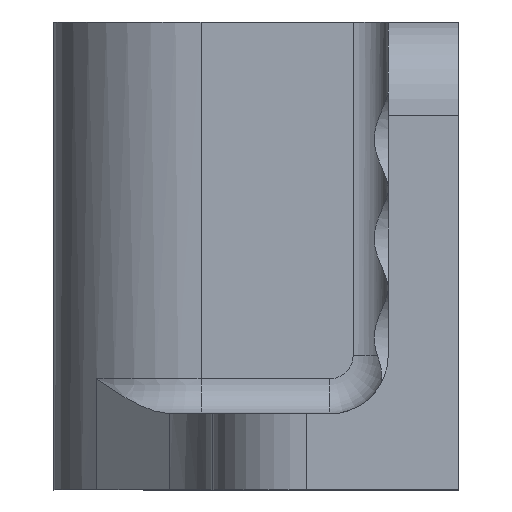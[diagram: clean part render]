
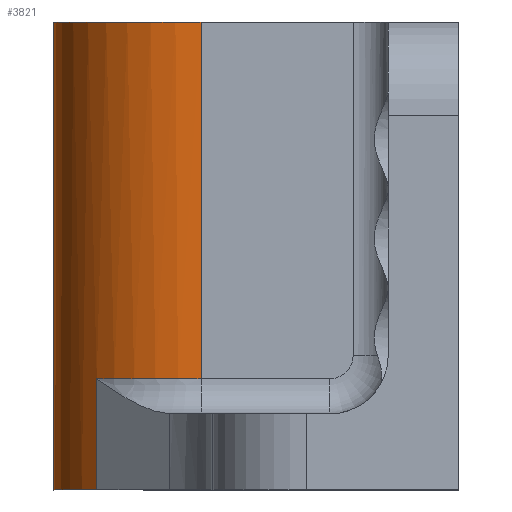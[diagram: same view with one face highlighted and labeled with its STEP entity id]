
A CAD part, left-side view. The second image highlights one B-rep face of the part: STEP entity #3821.
In plain terms, the highlighted cylindrical face has radius 12.6 mm (diameter 25.2 mm), a partial arc.
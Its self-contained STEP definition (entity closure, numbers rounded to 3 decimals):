
#58 = DIRECTION ( 'NONE',  ( -1., 0., 0. ) ) ;
#139 = AXIS2_PLACEMENT_3D ( 'NONE', #2904, #645, #1903 ) ;
#142 = CARTESIAN_POINT ( 'NONE',  ( -83.91, 30.91, 6.5 ) ) ;
#187 = VECTOR ( 'NONE', #985, 1000. ) ;
#192 = CARTESIAN_POINT ( 'NONE',  ( -75., 22., 0. ) ) ;
#193 = AXIS2_PLACEMENT_3D ( 'NONE', #2467, #856, #4083 ) ;
#201 = AXIS2_PLACEMENT_3D ( 'NONE', #1653, #683, #58 ) ;
#303 = EDGE_CURVE ( 'NONE', #2545, #3453, #2374, .T. ) ;
#448 = EDGE_CURVE ( 'NONE', #3314, #2880, #2076, .T. ) ;
#609 = CARTESIAN_POINT ( 'NONE',  ( -75., 34.6, 9.5 ) ) ;
#631 = CARTESIAN_POINT ( 'NONE',  ( -62.4, 22., 9.5 ) ) ;
#645 = DIRECTION ( 'NONE',  ( 0., 0., 1. ) ) ;
#683 = DIRECTION ( 'NONE',  ( 0., 0., -1. ) ) ;
#799 = DIRECTION ( 'NONE',  ( 0., 0., -1. ) ) ;
#843 = CARTESIAN_POINT ( 'NONE',  ( -87.6, 22., 40. ) ) ;
#846 = CARTESIAN_POINT ( 'NONE',  ( -62.4, 22., 40. ) ) ;
#856 = DIRECTION ( 'NONE',  ( 0., 0., 1. ) ) ;
#863 = EDGE_CURVE ( 'NONE', #3453, #2103, #2922, .T. ) ;
#942 = CARTESIAN_POINT ( 'NONE',  ( -75., 34.6, 0. ) ) ;
#985 = DIRECTION ( 'NONE',  ( 0., 0., -1. ) ) ;
#986 = CARTESIAN_POINT ( 'NONE',  ( -62.4, 22., 55. ) ) ;
#1157 = VECTOR ( 'NONE', #1322, 1000. ) ;
#1294 = EDGE_CURVE ( 'NONE', #2545, #3450, #3837, .T. ) ;
#1322 = DIRECTION ( 'NONE',  ( 0., 0., -1. ) ) ;
#1616 = CARTESIAN_POINT ( 'NONE',  ( -87.6, 22., 55. ) ) ;
#1653 = CARTESIAN_POINT ( 'NONE',  ( -75., 22., 6.5 ) ) ;
#1663 = ORIENTED_EDGE ( 'NONE', *, *, #303, .F. ) ;
#1725 = LINE ( 'NONE', #986, #2034 ) ;
#1845 = CARTESIAN_POINT ( 'NONE',  ( -87.6, 22., 9.5 ) ) ;
#1903 = DIRECTION ( 'NONE',  ( -1., 0., 0. ) ) ;
#1988 = EDGE_LOOP ( 'NONE', ( #4061, #2383, #2165, #2061, #2900, #3578, #1663, #2293 ) ) ;
#2005 = EDGE_CURVE ( 'NONE', #2880, #4193, #1725, .T. ) ;
#2008 = EDGE_CURVE ( 'NONE', #4193, #2046, #2634, .T. ) ;
#2034 = VECTOR ( 'NONE', #3547, 1000. ) ;
#2046 = VERTEX_POINT ( 'NONE', #609 ) ;
#2061 = ORIENTED_EDGE ( 'NONE', *, *, #2008, .T. ) ;
#2076 = CIRCLE ( 'NONE', #2782, 12.6 ) ;
#2103 = VERTEX_POINT ( 'NONE', #942 ) ;
#2165 = ORIENTED_EDGE ( 'NONE', *, *, #2005, .T. ) ;
#2180 = DIRECTION ( 'NONE',  ( 1., 0., 0. ) ) ;
#2293 = ORIENTED_EDGE ( 'NONE', *, *, #1294, .T. ) ;
#2374 = LINE ( 'NONE', #142, #2425 ) ;
#2383 = ORIENTED_EDGE ( 'NONE', *, *, #448, .T. ) ;
#2425 = VECTOR ( 'NONE', #799, 1000. ) ;
#2461 = DIRECTION ( 'NONE',  ( 0., 0., -1. ) ) ;
#2467 = CARTESIAN_POINT ( 'NONE',  ( -75., 22., 9.5 ) ) ;
#2514 = EDGE_CURVE ( 'NONE', #3314, #3450, #4197, .T. ) ;
#2543 = CYLINDRICAL_SURFACE ( 'NONE', #201, 12.6 ) ;
#2545 = VERTEX_POINT ( 'NONE', #3854 ) ;
#2634 = CIRCLE ( 'NONE', #139, 12.6 ) ;
#2782 = AXIS2_PLACEMENT_3D ( 'NONE', #2839, #4153, #2180 ) ;
#2796 = DIRECTION ( 'NONE',  ( -1., 0., 0. ) ) ;
#2839 = CARTESIAN_POINT ( 'NONE',  ( -75., 22., 40. ) ) ;
#2867 = EDGE_CURVE ( 'NONE', #2046, #2103, #3187, .T. ) ;
#2880 = VERTEX_POINT ( 'NONE', #846 ) ;
#2900 = ORIENTED_EDGE ( 'NONE', *, *, #2867, .T. ) ;
#2904 = CARTESIAN_POINT ( 'NONE',  ( -75., 22., 9.5 ) ) ;
#2922 = CIRCLE ( 'NONE', #3081, 12.6 ) ;
#2930 = CARTESIAN_POINT ( 'NONE',  ( -75., 34.6, 6.5 ) ) ;
#3081 = AXIS2_PLACEMENT_3D ( 'NONE', #192, #2461, #2796 ) ;
#3187 = LINE ( 'NONE', #2930, #187 ) ;
#3314 = VERTEX_POINT ( 'NONE', #843 ) ;
#3450 = VERTEX_POINT ( 'NONE', #1845 ) ;
#3453 = VERTEX_POINT ( 'NONE', #4106 ) ;
#3547 = DIRECTION ( 'NONE',  ( 0., 0., -1. ) ) ;
#3566 = FACE_OUTER_BOUND ( 'NONE', #1988, .T. ) ;
#3578 = ORIENTED_EDGE ( 'NONE', *, *, #863, .F. ) ;
#3821 = ADVANCED_FACE ( 'NONE', ( #3566 ), #2543, .T. ) ;
#3837 = CIRCLE ( 'NONE', #193, 12.6 ) ;
#3854 = CARTESIAN_POINT ( 'NONE',  ( -83.91, 30.91, 9.5 ) ) ;
#4061 = ORIENTED_EDGE ( 'NONE', *, *, #2514, .F. ) ;
#4083 = DIRECTION ( 'NONE',  ( -1., 0., 0. ) ) ;
#4106 = CARTESIAN_POINT ( 'NONE',  ( -83.91, 30.91, 0. ) ) ;
#4153 = DIRECTION ( 'NONE',  ( 0., 0., -1. ) ) ;
#4193 = VERTEX_POINT ( 'NONE', #631 ) ;
#4197 = LINE ( 'NONE', #1616, #1157 ) ;
